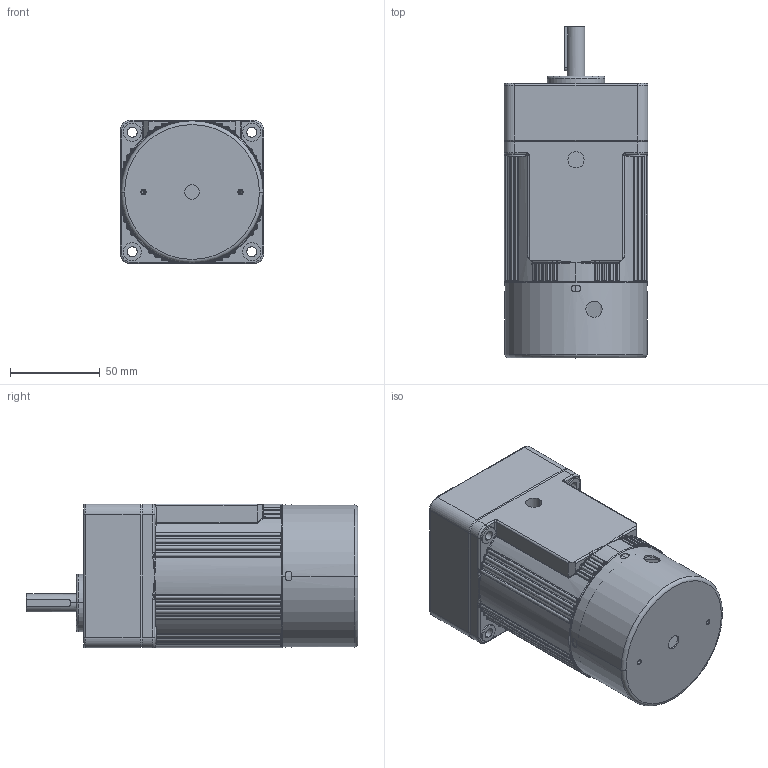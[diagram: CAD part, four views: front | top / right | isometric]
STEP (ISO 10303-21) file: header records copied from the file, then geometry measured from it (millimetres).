
FILE_DESCRIPTION (( 'STEP AP203' ), '1' );
FILE_NAME ('4IK25A-M+4GN3-15K.STEP', '2020-01-08T06:14:21', ( 'Sky123.Org' ), ( 'Sky123.Org' ), 'SwSTEP 2.0', 'SolidWorks 2014', '' );
FILE_SCHEMA (( 'CONFIG_CONTROL_DESIGN' ));
Length unit declared in the file: millimetre
Products named in the file (4): 4IK25A; 80价陬欶褲; 4GN3-15K; 4IK25A-M+4GN3-15K
Assembly tree (3 placements, depth 2):
  4IK25A-M+4GN3-15K
    4IK25A
    80价陬欶褲
    4GN3-15K
Bounding box: 80 x 184.5 x 80 mm (x, y, z)
Volume: 669157.3 mm3; surface area: 95524.2 mm2
Topology: 3 solids, 3 shells, 827 faces, 1998 edges, 1137 vertices
Faces by surface type: cylinder 256, torus 198, bspline 191, plane 73, sphere 57, cone 52
Entity records: 31033 total; most frequent: CARTESIAN_POINT 12581, ORIENTED_EDGE 3858, DIRECTION 3851, EDGE_CURVE 1929, AXIS2_PLACEMENT_3D 1734, VERTEX_POINT 1135, CIRCLE 1092, EDGE_LOOP 886
